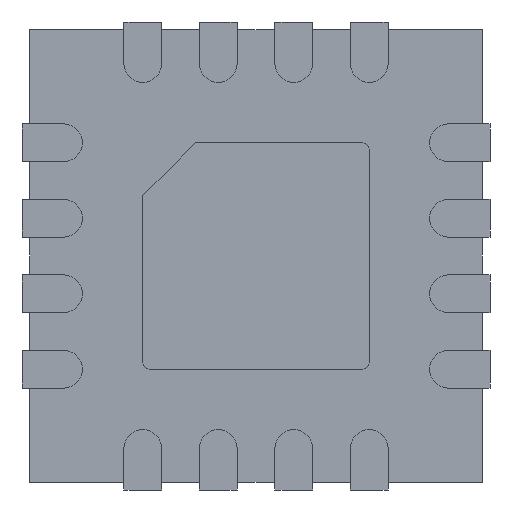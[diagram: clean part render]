
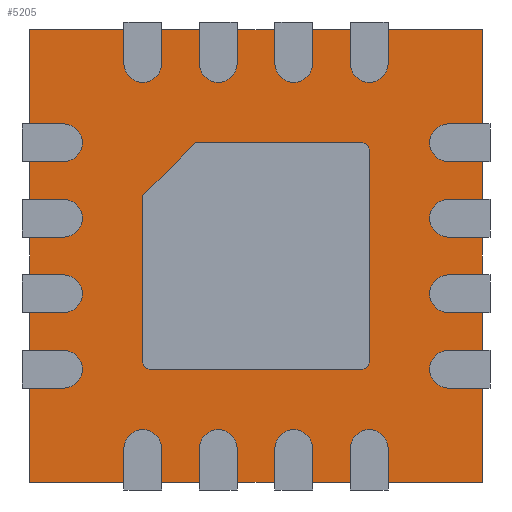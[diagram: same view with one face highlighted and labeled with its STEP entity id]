
A CAD part, front view. The second image highlights one B-rep face of the part: STEP entity #5205.
In plain terms, the highlighted planar face has unit normal (0, -1, 0).
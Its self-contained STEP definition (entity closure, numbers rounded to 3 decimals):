
#5048 = CARTESIAN_POINT ( 'NONE',  ( -1.5, 0.05, -1.5 ) ) ;
#5049 = VERTEX_POINT ( 'NONE', #5048 ) ;
#5050 = CARTESIAN_POINT ( 'NONE',  ( -1.5, 0.05, 1.5 ) ) ;
#5051 = VERTEX_POINT ( 'NONE', #5050 ) ;
#5052 = CARTESIAN_POINT ( 'NONE',  ( -1.5, 0.05, 1.5 ) ) ;
#5053 = DIRECTION ( 'NONE',  ( 0., 0., 1. ) ) ;
#5054 = VECTOR ( 'NONE', #5053, 1000. ) ;
#5055 = LINE ( 'NONE', #5052, #5054 ) ;
#5056 = EDGE_CURVE ( 'NONE', #5049, #5051, #5055, .T. ) ;
#5088 = CARTESIAN_POINT ( 'NONE',  ( 1.5, 0.05, 1.5 ) ) ;
#5089 = VERTEX_POINT ( 'NONE', #5088 ) ;
#5090 = CARTESIAN_POINT ( 'NONE',  ( 1.5, 0.05, 1.5 ) ) ;
#5091 = DIRECTION ( 'NONE',  ( 1., 0., 0. ) ) ;
#5092 = VECTOR ( 'NONE', #5091, 1000. ) ;
#5093 = LINE ( 'NONE', #5090, #5092 ) ;
#5094 = EDGE_CURVE ( 'NONE', #5051, #5089, #5093, .T. ) ;
#5119 = CARTESIAN_POINT ( 'NONE',  ( 1.5, 0.05, -1.5 ) ) ;
#5120 = VERTEX_POINT ( 'NONE', #5119 ) ;
#5121 = CARTESIAN_POINT ( 'NONE',  ( 1.5, 0.05, 1.5 ) ) ;
#5122 = DIRECTION ( 'NONE',  ( 0., 0., -1. ) ) ;
#5123 = VECTOR ( 'NONE', #5122, 1000. ) ;
#5124 = LINE ( 'NONE', #5121, #5123 ) ;
#5125 = EDGE_CURVE ( 'NONE', #5089, #5120, #5124, .T. ) ;
#5150 = CARTESIAN_POINT ( 'NONE',  ( 1.5, 0.05, -1.5 ) ) ;
#5151 = DIRECTION ( 'NONE',  ( -1., 0., 0. ) ) ;
#5152 = VECTOR ( 'NONE', #5151, 1000. ) ;
#5153 = LINE ( 'NONE', #5150, #5152 ) ;
#5154 = EDGE_CURVE ( 'NONE', #5120, #5049, #5153, .T. ) ;
#5194 = ORIENTED_EDGE ( 'NONE', *, *, #5056, .F. ) ;
#5195 = ORIENTED_EDGE ( 'NONE', *, *, #5154, .F. ) ;
#5196 = ORIENTED_EDGE ( 'NONE', *, *, #5125, .F. ) ;
#5197 = ORIENTED_EDGE ( 'NONE', *, *, #5094, .F. ) ;
#5198 = EDGE_LOOP ( 'NONE', ( #5194, #5195, #5196, #5197 ) ) ;
#5199 = FACE_OUTER_BOUND ( 'NONE', #5198, .T. ) ;
#5200 = CARTESIAN_POINT ( 'NONE',  ( 0., 0.05, 0. ) ) ;
#5201 = DIRECTION ( 'NONE',  ( 0., 1., 0. ) ) ;
#5202 = DIRECTION ( 'NONE',  ( 0., 0., 1. ) ) ;
#5203 = AXIS2_PLACEMENT_3D ( 'NONE', #5200, #5201, #5202 ) ;
#5204 = PLANE ( 'NONE', #5203 ) ;
#5205 = ADVANCED_FACE ( 'NONE', ( #5199 ), #5204, .F. ) ;
